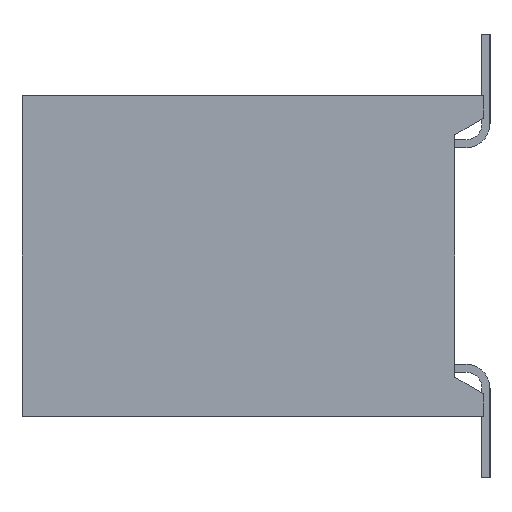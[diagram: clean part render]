
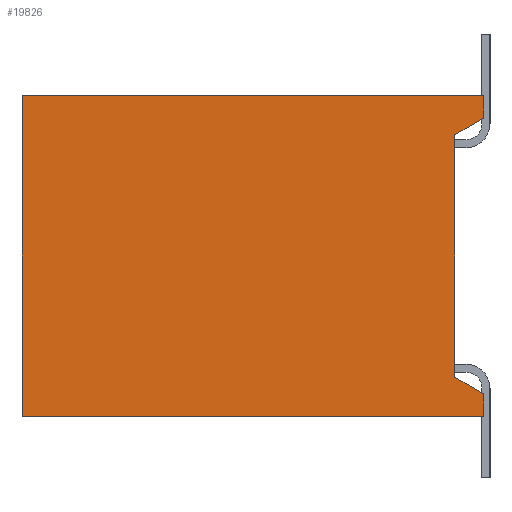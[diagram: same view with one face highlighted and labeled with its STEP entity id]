
A CAD part, left-side view. The second image highlights one B-rep face of the part: STEP entity #19826.
In plain terms, the highlighted planar face has unit normal (-1, 0, 0).
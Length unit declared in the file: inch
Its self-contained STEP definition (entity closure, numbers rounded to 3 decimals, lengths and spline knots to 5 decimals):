
#3471=ORIENTED_EDGE('',*,*,#7815,.F.);
#3472=ORIENTED_EDGE('',*,*,#7301,.T.);
#3473=ORIENTED_EDGE('',*,*,#7533,.F.);
#3474=ORIENTED_EDGE('',*,*,#7959,.F.);
#3475=ORIENTED_EDGE('',*,*,#7527,.T.);
#3476=ORIENTED_EDGE('',*,*,#7385,.T.);
#3477=ORIENTED_EDGE('',*,*,#7958,.F.);
#3478=ORIENTED_EDGE('',*,*,#7960,.F.);
#7301=EDGE_CURVE('',#9786,#9785,#11941,.T.);
#7385=EDGE_CURVE('',#9870,#9869,#12025,.T.);
#7527=EDGE_CURVE('',#9991,#9870,#12167,.T.);
#7533=EDGE_CURVE('',#9995,#9785,#12173,.T.);
#7815=EDGE_CURVE('',#9786,#10236,#12455,.T.);
#7958=EDGE_CURVE('',#10358,#9869,#12598,.T.);
#7959=EDGE_CURVE('',#9991,#9995,#12599,.T.);
#7960=EDGE_CURVE('',#10236,#10358,#12600,.T.);
#9785=VERTEX_POINT('',#28961);
#9786=VERTEX_POINT('',#28963);
#9869=VERTEX_POINT('',#29150);
#9870=VERTEX_POINT('',#29152);
#9991=VERTEX_POINT('',#29416);
#9995=VERTEX_POINT('',#29426);
#10236=VERTEX_POINT('',#29989);
#10358=VERTEX_POINT('',#30296);
#11941=LINE('',#28962,#14661);
#12025=LINE('',#29151,#14745);
#12167=LINE('',#29415,#14887);
#12173=LINE('',#29427,#14893);
#12455=LINE('',#29991,#15175);
#12598=LINE('',#30297,#15318);
#12599=LINE('',#30299,#15319);
#12600=LINE('',#30300,#15320);
#14661=VECTOR('',#23674,39.37008);
#14745=VECTOR('',#23800,39.37008);
#14887=VECTOR('',#23944,39.37008);
#14893=VECTOR('',#23952,39.37008);
#15175=VECTOR('',#24316,39.37008);
#15318=VECTOR('',#24541,39.37008);
#15319=VECTOR('',#24544,39.37008);
#15320=VECTOR('',#24545,39.37008);
#16795=EDGE_LOOP('',(#3471,#3472,#3473,#3474,#3475,#3476,#3477,#3478));
#17877=FACE_BOUND('',#16795,.T.);
#18861=PLANE('',#20978);
#19826=ADVANCED_FACE('',(#17877),#18861,.F.);
#20978=AXIS2_PLACEMENT_3D('',#30298,#24542,#24543);
#23674=DIRECTION('',(0.,0.,1.));
#23800=DIRECTION('',(0.,0.,1.));
#23944=DIRECTION('',(0.,-1.,0.));
#23952=DIRECTION('',(0.,-1.,0.));
#24316=DIRECTION('',(0.,0.866,-0.5));
#24541=DIRECTION('',(0.,-0.866,-0.5));
#24542=DIRECTION('',(1.,0.,0.));
#24543=DIRECTION('',(0.,0.,-1.));
#24544=DIRECTION('',(0.,0.,1.));
#24545=DIRECTION('',(0.,0.,-1.));
#28961=CARTESIAN_POINT('',(-1.,0.,0.1));
#28962=CARTESIAN_POINT('',(-1.,0.,-0.1));
#28963=CARTESIAN_POINT('',(-1.,0.,0.086));
#29150=CARTESIAN_POINT('',(-1.,0.,-0.086));
#29151=CARTESIAN_POINT('',(-1.,0.,-0.1));
#29152=CARTESIAN_POINT('',(-1.,0.,-0.1));
#29415=CARTESIAN_POINT('',(-1.,0.288,-0.1));
#29416=CARTESIAN_POINT('',(-1.,0.288,-0.1));
#29426=CARTESIAN_POINT('',(-1.,0.288,0.1));
#29427=CARTESIAN_POINT('',(-1.,0.288,0.1));
#29989=CARTESIAN_POINT('',(-1.,0.018,0.07561));
#29991=CARTESIAN_POINT('',(-1.,0.29654,-0.08521));
#30296=CARTESIAN_POINT('',(-1.,0.018,-0.07561));
#30297=CARTESIAN_POINT('',(-1.,0.20994,0.03521));
#30298=CARTESIAN_POINT('',(-1.,0.288,-0.1));
#30299=CARTESIAN_POINT('',(-1.,0.288,-0.1));
#30300=CARTESIAN_POINT('',(-1.,0.018,-0.1));
